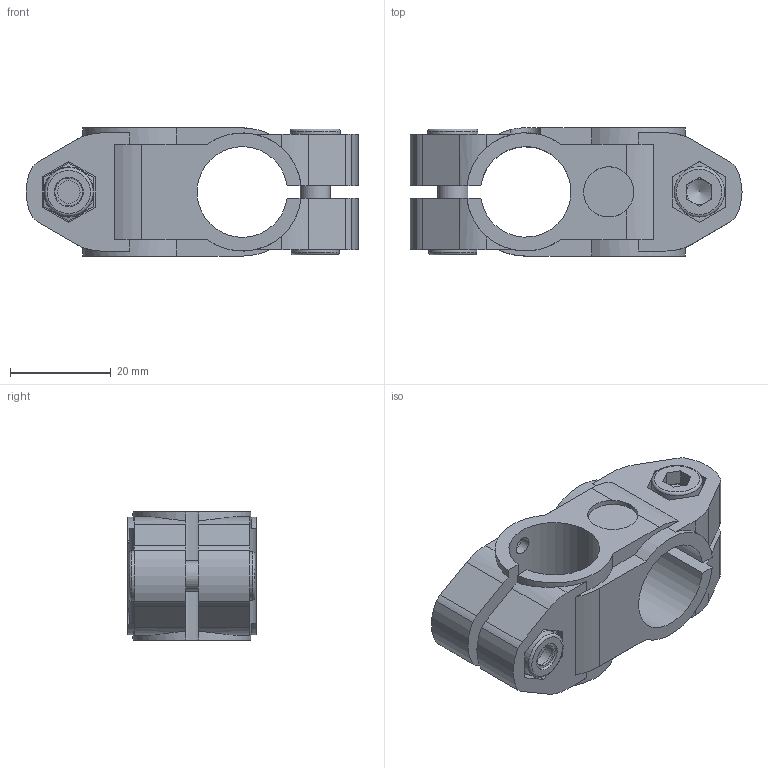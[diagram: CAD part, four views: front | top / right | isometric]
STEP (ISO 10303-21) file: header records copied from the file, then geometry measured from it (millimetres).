
FILE_DESCRIPTION( ( 'STEP AP214' ), '1' );
FILE_NAME( 'K0496.1818.stp', '2020-12-08T10:35:48', ( '' ), ( '' ), ' ', 'PARTsolutions', ' ' );
FILE_SCHEMA( ( 'AUTOMOTIVE_DESIGN { 1 0 10303 214 1 1 1 1 }' ) );
Length unit declared in the file: millimetre
Products named in the file (4): K0496.1818; _K0496.1818_kreuzklemmfuehrungen; _K0869.06X16; _din_985_M 6
Assembly tree (5 placements, depth 2):
  K0496.1818
    _K0496.1818_kreuzklemmfuehrungen
    _K0869.06X16  x2
    _din_985_M 6  x2
Bounding box: 66 x 25.5 x 25.5 mm (x, y, z)
Volume: 19673 mm3; surface area: 12375.6 mm2
Topology: 5 solids, 5 shells, 210 faces, 523 edges, 333 vertices
Faces by surface type: plane 119, cylinder 53, cone 32, torus 6
Full cylindrical faces by diameter (mm): 3.5 x2, 4.517 x2, 4.917 x2, 6 x4, 6.5 x4, 9.6 x2, 10 x3
Entity records: 6501 total; most frequent: CARTESIAN_POINT 1222, DIRECTION 817, ORIENTED_EDGE 788, EDGE_CURVE 394, AXIS2_PLACEMENT_3D 295, VERTEX_POINT 268, LINE 227, VECTOR 227
